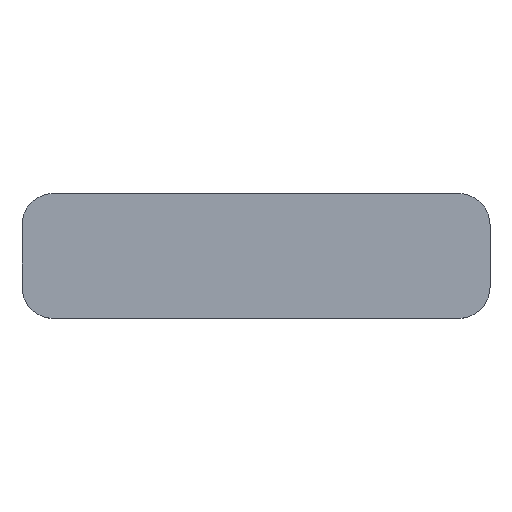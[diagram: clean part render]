
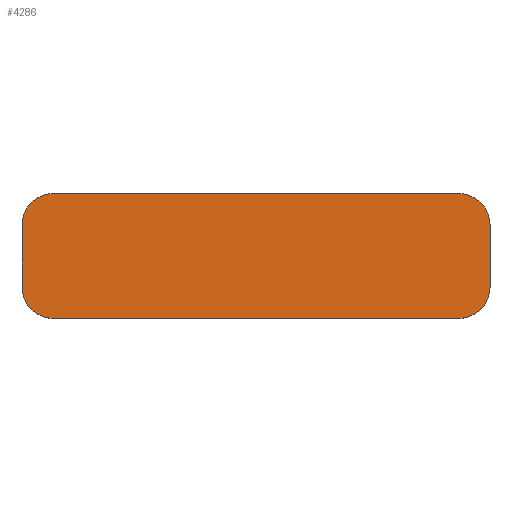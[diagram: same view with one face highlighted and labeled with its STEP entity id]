
A CAD part, top view. The second image highlights one B-rep face of the part: STEP entity #4286.
In plain terms, the highlighted planar face has unit normal (0, 0, 1).
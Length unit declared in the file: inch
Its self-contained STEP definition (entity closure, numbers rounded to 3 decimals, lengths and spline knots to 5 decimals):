
#30 = VERTEX_POINT ( 'NONE', #1447 ) ;
#76 = ORIENTED_EDGE ( 'NONE', *, *, #1549, .T. ) ;
#163 = DIRECTION ( 'NONE',  ( -1., 0., 0. ) ) ;
#170 = VECTOR ( 'NONE', #1435, 39.37008 ) ;
#224 = EDGE_CURVE ( 'NONE', #3286, #3328, #1570, .T. ) ;
#236 = FACE_OUTER_BOUND ( 'NONE', #2445, .T. ) ;
#272 = VERTEX_POINT ( 'NONE', #1620 ) ;
#277 = VERTEX_POINT ( 'NONE', #909 ) ;
#469 = EDGE_CURVE ( 'NONE', #3383, #3286, #2871, .T. ) ;
#550 = CARTESIAN_POINT ( 'NONE',  ( 0.05, 0.15, 0.09 ) ) ;
#652 = ORIENTED_EDGE ( 'NONE', *, *, #224, .T. ) ;
#697 = DIRECTION ( 'NONE',  ( 0., 0., 1. ) ) ;
#729 = CIRCLE ( 'NONE', #1695, 0.05 ) ;
#754 = EDGE_CURVE ( 'NONE', #3489, #30, #2847, .T. ) ;
#834 = DIRECTION ( 'NONE',  ( 0., 0., 1. ) ) ;
#896 = CARTESIAN_POINT ( 'NONE',  ( 0.75, 0.05, 0.09 ) ) ;
#902 = ORIENTED_EDGE ( 'NONE', *, *, #754, .T. ) ;
#909 = CARTESIAN_POINT ( 'NONE',  ( 0.7, 0., 0.09 ) ) ;
#910 = VECTOR ( 'NONE', #912, 39.37008 ) ;
#912 = DIRECTION ( 'NONE',  ( 0., 1., 0. ) ) ;
#1056 = AXIS2_PLACEMENT_3D ( 'NONE', #2279, #834, #163 ) ;
#1075 = CARTESIAN_POINT ( 'NONE',  ( 0.05, 0.2, 0.09 ) ) ;
#1245 = LINE ( 'NONE', #896, #910 ) ;
#1370 = DIRECTION ( 'NONE',  ( 1., 0., 0. ) ) ;
#1435 = DIRECTION ( 'NONE',  ( 0., -1., 0. ) ) ;
#1447 = CARTESIAN_POINT ( 'NONE',  ( 0.05, 0.2, 0.09 ) ) ;
#1519 = EDGE_CURVE ( 'NONE', #3328, #277, #1933, .T. ) ;
#1549 = EDGE_CURVE ( 'NONE', #277, #272, #729, .T. ) ;
#1570 = CIRCLE ( 'NONE', #3572, 0.05 ) ;
#1608 = CARTESIAN_POINT ( 'NONE',  ( 0., 0.05, 0.09 ) ) ;
#1612 = DIRECTION ( 'NONE',  ( -1., 0., 0. ) ) ;
#1620 = CARTESIAN_POINT ( 'NONE',  ( 0.75, 0.05, 0.09 ) ) ;
#1677 = ORIENTED_EDGE ( 'NONE', *, *, #1519, .T. ) ;
#1695 = AXIS2_PLACEMENT_3D ( 'NONE', #2436, #697, #2063 ) ;
#1774 = VERTEX_POINT ( 'NONE', #2507 ) ;
#1917 = VECTOR ( 'NONE', #2119, 39.37008 ) ;
#1932 = AXIS2_PLACEMENT_3D ( 'NONE', #3785, #2026, #4206 ) ;
#1933 = LINE ( 'NONE', #4194, #3413 ) ;
#1934 = CARTESIAN_POINT ( 'NONE',  ( 0., 0.15, 0.09 ) ) ;
#2026 = DIRECTION ( 'NONE',  ( 0., 0., 1. ) ) ;
#2063 = DIRECTION ( 'NONE',  ( -1., 0., 0. ) ) ;
#2119 = DIRECTION ( 'NONE',  ( -1., 0., 0. ) ) ;
#2266 = CARTESIAN_POINT ( 'NONE',  ( 0.05, 0.05, 0.09 ) ) ;
#2279 = CARTESIAN_POINT ( 'NONE',  ( 0.7, 0.15, 0.09 ) ) ;
#2303 = DIRECTION ( 'NONE',  ( 0., 0., 1. ) ) ;
#2426 = ORIENTED_EDGE ( 'NONE', *, *, #469, .T. ) ;
#2436 = CARTESIAN_POINT ( 'NONE',  ( 0.7, 0.05, 0.09 ) ) ;
#2445 = EDGE_LOOP ( 'NONE', ( #3213, #2426, #652, #1677, #76, #3835, #4524, #902 ) ) ;
#2507 = CARTESIAN_POINT ( 'NONE',  ( 0.75, 0.15, 0.09 ) ) ;
#2684 = EDGE_CURVE ( 'NONE', #30, #3383, #3579, .T. ) ;
#2847 = LINE ( 'NONE', #1075, #1917 ) ;
#2865 = AXIS2_PLACEMENT_3D ( 'NONE', #550, #4129, #1612 ) ;
#2871 = LINE ( 'NONE', #3155, #170 ) ;
#3155 = CARTESIAN_POINT ( 'NONE',  ( 0., 0.05, 0.09 ) ) ;
#3213 = ORIENTED_EDGE ( 'NONE', *, *, #2684, .T. ) ;
#3260 = PLANE ( 'NONE',  #2865 ) ;
#3274 = EDGE_CURVE ( 'NONE', #272, #1774, #1245, .T. ) ;
#3286 = VERTEX_POINT ( 'NONE', #1608 ) ;
#3328 = VERTEX_POINT ( 'NONE', #4060 ) ;
#3383 = VERTEX_POINT ( 'NONE', #1934 ) ;
#3413 = VECTOR ( 'NONE', #1370, 39.37008 ) ;
#3417 = EDGE_CURVE ( 'NONE', #1774, #3489, #4482, .T. ) ;
#3489 = VERTEX_POINT ( 'NONE', #4415 ) ;
#3572 = AXIS2_PLACEMENT_3D ( 'NONE', #2266, #2303, #4057 ) ;
#3579 = CIRCLE ( 'NONE', #1932, 0.05 ) ;
#3785 = CARTESIAN_POINT ( 'NONE',  ( 0.05, 0.15, 0.09 ) ) ;
#3835 = ORIENTED_EDGE ( 'NONE', *, *, #3274, .T. ) ;
#4057 = DIRECTION ( 'NONE',  ( -1., 0., 0. ) ) ;
#4060 = CARTESIAN_POINT ( 'NONE',  ( 0.05, 0., 0.09 ) ) ;
#4129 = DIRECTION ( 'NONE',  ( 0., 0., -1. ) ) ;
#4194 = CARTESIAN_POINT ( 'NONE',  ( 0.05, 0., 0.09 ) ) ;
#4206 = DIRECTION ( 'NONE',  ( -1., 0., 0. ) ) ;
#4286 = ADVANCED_FACE ( 'NONE', ( #236 ), #3260, .F. ) ;
#4415 = CARTESIAN_POINT ( 'NONE',  ( 0.7, 0.2, 0.09 ) ) ;
#4482 = CIRCLE ( 'NONE', #1056, 0.05 ) ;
#4524 = ORIENTED_EDGE ( 'NONE', *, *, #3417, .T. ) ;
